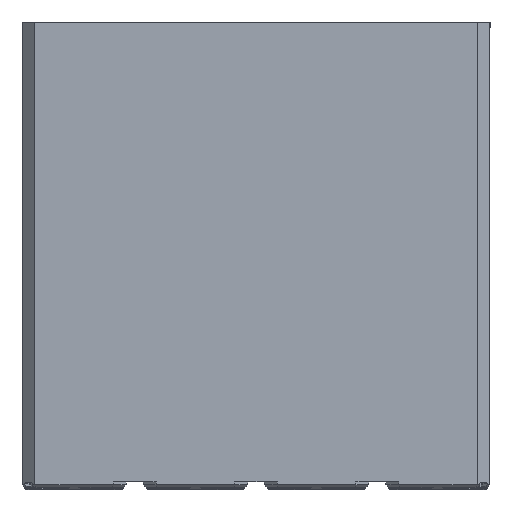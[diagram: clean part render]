
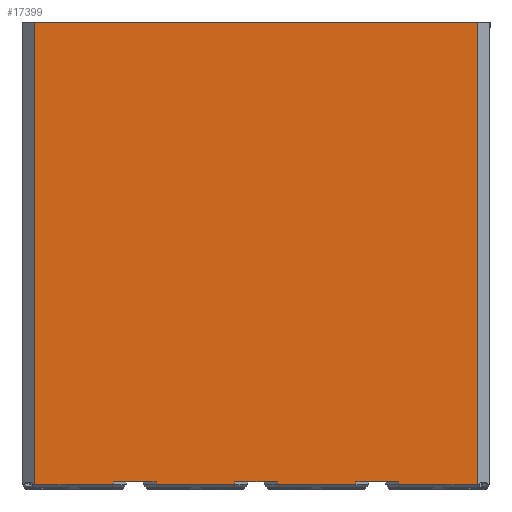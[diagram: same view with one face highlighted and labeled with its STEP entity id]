
A CAD part, left-side view. The second image highlights one B-rep face of the part: STEP entity #17399.
In plain terms, the highlighted planar face has unit normal (-1, 0, 0).
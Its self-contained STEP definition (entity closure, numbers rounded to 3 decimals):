
#29=FACE_OUTER_BOUND('',#1032,.T.);
#1032=EDGE_LOOP('',(#11291,#11292,#11293,#11294,#11295,#11296,#11297,#11298,
#11299,#11300,#11301,#11302,#11303,#11304,#11305,#11306));
#2055=LINE('',#23991,#4611);
#2056=LINE('',#23993,#4612);
#2057=LINE('',#23995,#4613);
#2058=LINE('',#23997,#4614);
#2059=LINE('',#23999,#4615);
#2060=LINE('',#24001,#4616);
#2061=LINE('',#24003,#4617);
#2062=LINE('',#24005,#4618);
#2063=LINE('',#24007,#4619);
#2064=LINE('',#24009,#4620);
#2065=LINE('',#24011,#4621);
#2066=LINE('',#24013,#4622);
#2067=LINE('',#24015,#4623);
#2068=LINE('',#24017,#4624);
#2069=LINE('',#24019,#4625);
#2070=LINE('',#24020,#4626);
#4611=VECTOR('',#19420,10.);
#4612=VECTOR('',#19421,10.);
#4613=VECTOR('',#19422,10.);
#4614=VECTOR('',#19423,10.);
#4615=VECTOR('',#19424,10.);
#4616=VECTOR('',#19425,10.);
#4617=VECTOR('',#19426,10.);
#4618=VECTOR('',#19427,10.);
#4619=VECTOR('',#19428,10.);
#4620=VECTOR('',#19429,10.);
#4621=VECTOR('',#19430,10.);
#4622=VECTOR('',#19431,10.);
#4623=VECTOR('',#19432,10.);
#4624=VECTOR('',#19433,10.);
#4625=VECTOR('',#19434,10.);
#4626=VECTOR('',#19435,10.);
#7167=VERTEX_POINT('',#23989);
#7168=VERTEX_POINT('',#23990);
#7169=VERTEX_POINT('',#23992);
#7170=VERTEX_POINT('',#23994);
#7171=VERTEX_POINT('',#23996);
#7172=VERTEX_POINT('',#23998);
#7173=VERTEX_POINT('',#24000);
#7174=VERTEX_POINT('',#24002);
#7175=VERTEX_POINT('',#24004);
#7176=VERTEX_POINT('',#24006);
#7177=VERTEX_POINT('',#24008);
#7178=VERTEX_POINT('',#24010);
#7179=VERTEX_POINT('',#24012);
#7180=VERTEX_POINT('',#24014);
#7181=VERTEX_POINT('',#24016);
#7182=VERTEX_POINT('',#24018);
#8735=EDGE_CURVE('',#7167,#7168,#2055,.T.);
#8736=EDGE_CURVE('',#7169,#7168,#2056,.T.);
#8737=EDGE_CURVE('',#7169,#7170,#2057,.T.);
#8738=EDGE_CURVE('',#7171,#7170,#2058,.T.);
#8739=EDGE_CURVE('',#7172,#7171,#2059,.T.);
#8740=EDGE_CURVE('',#7173,#7172,#2060,.T.);
#8741=EDGE_CURVE('',#7173,#7174,#2061,.T.);
#8742=EDGE_CURVE('',#7175,#7174,#2062,.T.);
#8743=EDGE_CURVE('',#7176,#7175,#2063,.T.);
#8744=EDGE_CURVE('',#7177,#7176,#2064,.T.);
#8745=EDGE_CURVE('',#7177,#7178,#2065,.T.);
#8746=EDGE_CURVE('',#7179,#7178,#2066,.T.);
#8747=EDGE_CURVE('',#7180,#7179,#2067,.T.);
#8748=EDGE_CURVE('',#7181,#7180,#2068,.T.);
#8749=EDGE_CURVE('',#7181,#7182,#2069,.T.);
#8750=EDGE_CURVE('',#7167,#7182,#2070,.T.);
#11291=ORIENTED_EDGE('',*,*,#8735,.T.);
#11292=ORIENTED_EDGE('',*,*,#8736,.F.);
#11293=ORIENTED_EDGE('',*,*,#8737,.T.);
#11294=ORIENTED_EDGE('',*,*,#8738,.F.);
#11295=ORIENTED_EDGE('',*,*,#8739,.F.);
#11296=ORIENTED_EDGE('',*,*,#8740,.F.);
#11297=ORIENTED_EDGE('',*,*,#8741,.T.);
#11298=ORIENTED_EDGE('',*,*,#8742,.F.);
#11299=ORIENTED_EDGE('',*,*,#8743,.F.);
#11300=ORIENTED_EDGE('',*,*,#8744,.F.);
#11301=ORIENTED_EDGE('',*,*,#8745,.T.);
#11302=ORIENTED_EDGE('',*,*,#8746,.F.);
#11303=ORIENTED_EDGE('',*,*,#8747,.F.);
#11304=ORIENTED_EDGE('',*,*,#8748,.F.);
#11305=ORIENTED_EDGE('',*,*,#8749,.T.);
#11306=ORIENTED_EDGE('',*,*,#8750,.F.);
#16396=PLANE('',#18404);
#17399=ADVANCED_FACE('',(#29),#16396,.T.);
#18404=AXIS2_PLACEMENT_3D('',#23988,#19418,#19419);
#19418=DIRECTION('center_axis',(-1.,0.,0.));
#19419=DIRECTION('ref_axis',(0.,-1.,0.));
#19420=DIRECTION('',(0.,0.,-1.));
#19421=DIRECTION('',(0.,1.,0.));
#19422=DIRECTION('',(0.,0.,1.));
#19423=DIRECTION('',(0.,1.,0.));
#19424=DIRECTION('',(0.,0.,1.));
#19425=DIRECTION('',(0.,1.,0.));
#19426=DIRECTION('',(0.,0.,1.));
#19427=DIRECTION('',(0.,1.,0.));
#19428=DIRECTION('',(0.,0.,1.));
#19429=DIRECTION('',(0.,1.,0.));
#19430=DIRECTION('',(0.,0.,1.));
#19431=DIRECTION('',(0.,1.,0.));
#19432=DIRECTION('',(0.,0.,1.));
#19433=DIRECTION('',(0.,1.,0.));
#19434=DIRECTION('',(0.,0.,1.));
#19435=DIRECTION('',(0.,-1.,0.));
#23988=CARTESIAN_POINT('Origin',(-21.5,166.228,4.2));
#23989=CARTESIAN_POINT('',(-21.5,166.228,192.6));
#23990=CARTESIAN_POINT('',(-21.5,166.228,2.));
#23991=CARTESIAN_POINT('',(-21.5,166.228,4.2));
#23992=CARTESIAN_POINT('',(-21.5,133.772,2.));
#23993=CARTESIAN_POINT('',(-21.5,133.772,2.));
#23994=CARTESIAN_POINT('',(-21.5,133.772,3.2));
#23995=CARTESIAN_POINT('',(-21.5,133.772,2.));
#23996=CARTESIAN_POINT('',(-21.5,116.228,3.2));
#23997=CARTESIAN_POINT('',(-21.5,0.,3.2));
#23998=CARTESIAN_POINT('',(-21.5,116.228,2.));
#23999=CARTESIAN_POINT('',(-21.5,116.228,2.));
#24000=CARTESIAN_POINT('',(-21.5,83.772,2.));
#24001=CARTESIAN_POINT('',(-21.5,83.772,2.));
#24002=CARTESIAN_POINT('',(-21.5,83.772,3.2));
#24003=CARTESIAN_POINT('',(-21.5,83.772,2.));
#24004=CARTESIAN_POINT('',(-21.5,66.228,3.2));
#24005=CARTESIAN_POINT('',(-21.5,0.,3.2));
#24006=CARTESIAN_POINT('',(-21.5,66.228,2.));
#24007=CARTESIAN_POINT('',(-21.5,66.228,2.));
#24008=CARTESIAN_POINT('',(-21.5,33.772,2.));
#24009=CARTESIAN_POINT('',(-21.5,33.772,2.));
#24010=CARTESIAN_POINT('',(-21.5,33.772,3.2));
#24011=CARTESIAN_POINT('',(-21.5,33.772,2.));
#24012=CARTESIAN_POINT('',(-21.5,16.228,3.2));
#24013=CARTESIAN_POINT('',(-21.5,0.,3.2));
#24014=CARTESIAN_POINT('',(-21.5,16.228,2.));
#24015=CARTESIAN_POINT('',(-21.5,16.228,2.));
#24016=CARTESIAN_POINT('',(-21.5,-16.228,2.));
#24017=CARTESIAN_POINT('',(-21.5,-16.228,2.));
#24018=CARTESIAN_POINT('',(-21.5,-16.228,192.6));
#24019=CARTESIAN_POINT('',(-21.5,-16.228,4.2));
#24020=CARTESIAN_POINT('',(-21.5,-16.228,192.6));
